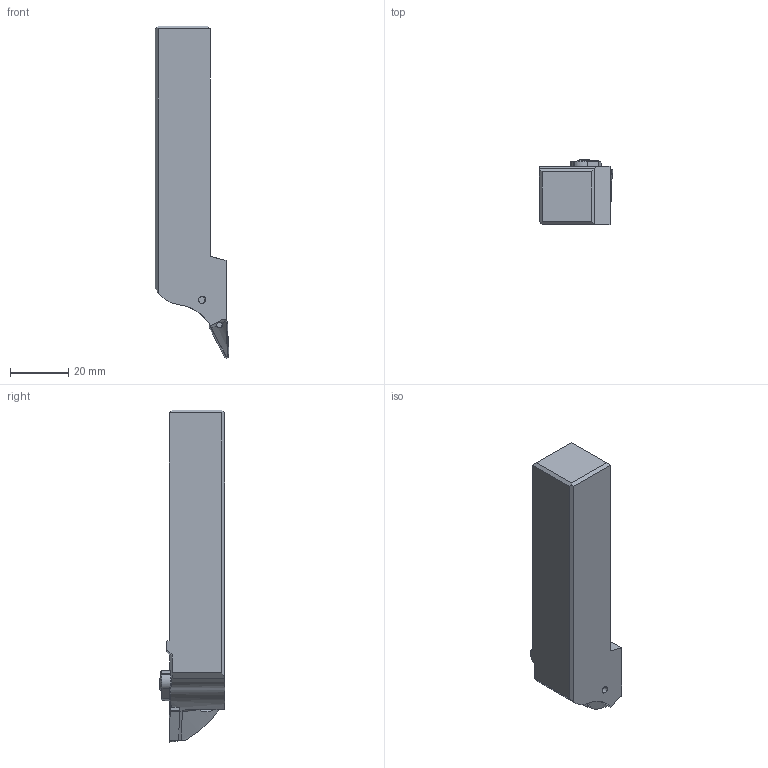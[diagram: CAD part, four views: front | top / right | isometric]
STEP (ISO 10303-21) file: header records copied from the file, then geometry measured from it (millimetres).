
FILE_DESCRIPTION(/* description */ (''),/* implementation_level */ '2;1');
FILE_NAME(/* name */ 'SXZCL-122_IR0_031.stp',/* time_stamp */ '2023-02-09T12:51:25+09:00',/* author */ (''),/* organization */ (''),/* preprocessor_version */ 'ST-DEVELOPER v16',/* originating_system */ 'SIEMENS PLM Software NX 10.0',/* authorisation */ '');
FILE_SCHEMA (('AUTOMOTIVE_DESIGN { 1 0 10303 214 3 1 1 1 }'));
Length unit declared in the file: millimetre
Products named in the file (1): SXZCL-122_IR0_031_ASM
Bounding box: 25.4 x 22.56 x 114.3 mm (x, y, z)
Volume: 37568.4 mm3; surface area: 9721.4 mm2
Topology: 2 solids, 2 shells, 184 faces, 534 edges, 370 vertices
Faces by surface type: cylinder 78, plane 70, cone 21, torus 11, bspline 2, sphere 2
Entity records: 7906 total; most frequent: CARTESIAN_POINT 1650, DIRECTION 1088, ORIENTED_EDGE 1036, EDGE_CURVE 518, AXIS2_PLACEMENT_3D 430, VERTEX_POINT 349, LINE 228, VECTOR 228
